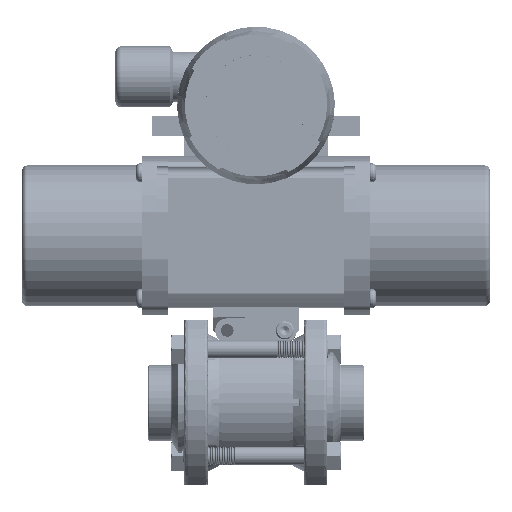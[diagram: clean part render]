
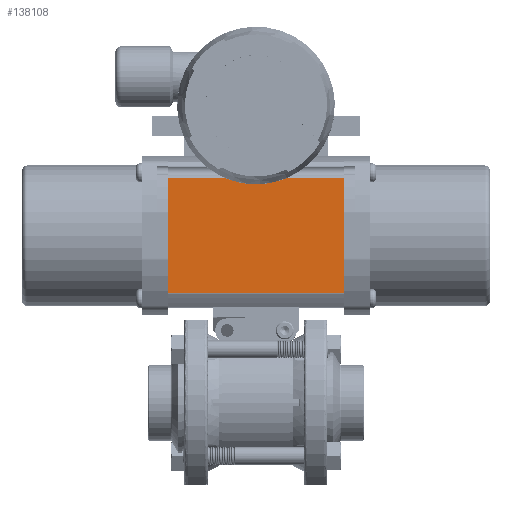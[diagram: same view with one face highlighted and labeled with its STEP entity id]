
A CAD part, top view. The second image highlights one B-rep face of the part: STEP entity #138108.
In plain terms, the highlighted planar face has unit normal (0, 0, 1).
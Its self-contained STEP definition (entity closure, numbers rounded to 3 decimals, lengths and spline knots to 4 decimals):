
#945 = EDGE_CURVE ( 'NONE', #170438, #169692, #205232, .T. ) ;
#6643 = DIRECTION ( 'NONE',  ( -1., 0., 0. ) ) ;
#26070 = CARTESIAN_POINT ( 'NONE',  ( -5.0238, 1.7988, 3.281 ) ) ;
#30880 = ORIENTED_EDGE ( 'NONE', *, *, #183780, .T. ) ;
#38066 = LINE ( 'NONE', #192329, #71070 ) ;
#39600 = PLANE ( 'NONE',  #88000 ) ;
#55380 = CARTESIAN_POINT ( 'NONE',  ( -5.0238, 3.7931, 3.281 ) ) ;
#71070 = VECTOR ( 'NONE', #207905, 39.3701 ) ;
#71642 = EDGE_CURVE ( 'NONE', #111659, #169692, #38066, .T. ) ;
#72295 = DIRECTION ( 'NONE',  ( 0., 0., -1. ) ) ;
#78080 = LINE ( 'NONE', #26070, #202201 ) ;
#81130 = VECTOR ( 'NONE', #6643, 39.3701 ) ;
#86797 = CARTESIAN_POINT ( 'NONE',  ( 1.5441, 1.7988, 3.281 ) ) ;
#88000 = AXIS2_PLACEMENT_3D ( 'NONE', #201109, #72295, #185451 ) ;
#99770 = VECTOR ( 'NONE', #207503, 39.3701 ) ;
#101497 = EDGE_CURVE ( 'NONE', #170438, #186904, #185850, .T. ) ;
#111659 = VERTEX_POINT ( 'NONE', #124723 ) ;
#123069 = DIRECTION ( 'NONE',  ( 1., 0., 0. ) ) ;
#124723 = CARTESIAN_POINT ( 'NONE',  ( -1.5109, 1.7988, 3.281 ) ) ;
#127211 = ORIENTED_EDGE ( 'NONE', *, *, #945, .T. ) ;
#131076 = ORIENTED_EDGE ( 'NONE', *, *, #71642, .F. ) ;
#133995 = CARTESIAN_POINT ( 'NONE',  ( 1.5441, 3.7931, 3.281 ) ) ;
#138108 = ADVANCED_FACE ( 'NONE', ( #193807 ), #39600, .F. ) ;
#155766 = ORIENTED_EDGE ( 'NONE', *, *, #101497, .F. ) ;
#169692 = VERTEX_POINT ( 'NONE', #203414 ) ;
#170438 = VERTEX_POINT ( 'NONE', #133995 ) ;
#183780 = EDGE_CURVE ( 'NONE', #111659, #186904, #78080, .T. ) ;
#185451 = DIRECTION ( 'NONE',  ( 0., -1., 0. ) ) ;
#185850 = LINE ( 'NONE', #191231, #99770 ) ;
#186873 = EDGE_LOOP ( 'NONE', ( #155766, #127211, #131076, #30880 ) ) ;
#186904 = VERTEX_POINT ( 'NONE', #86797 ) ;
#191231 = CARTESIAN_POINT ( 'NONE',  ( 1.5441, 3.8004, 3.281 ) ) ;
#192329 = CARTESIAN_POINT ( 'NONE',  ( -1.5109, 3.8004, 3.281 ) ) ;
#193807 = FACE_OUTER_BOUND ( 'NONE', #186873, .T. ) ;
#201109 = CARTESIAN_POINT ( 'NONE',  ( -5.0238, 3.8004, 3.281 ) ) ;
#202201 = VECTOR ( 'NONE', #123069, 39.3701 ) ;
#203414 = CARTESIAN_POINT ( 'NONE',  ( -1.5109, 3.7931, 3.281 ) ) ;
#205232 = LINE ( 'NONE', #55380, #81130 ) ;
#207503 = DIRECTION ( 'NONE',  ( 0., -1., 0. ) ) ;
#207905 = DIRECTION ( 'NONE',  ( 0., 1., 0. ) ) ;
